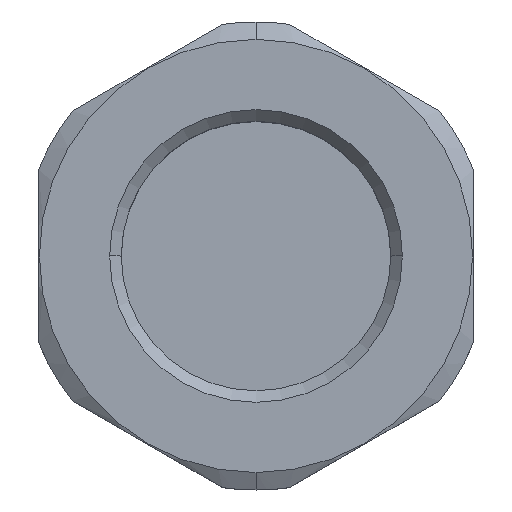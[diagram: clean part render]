
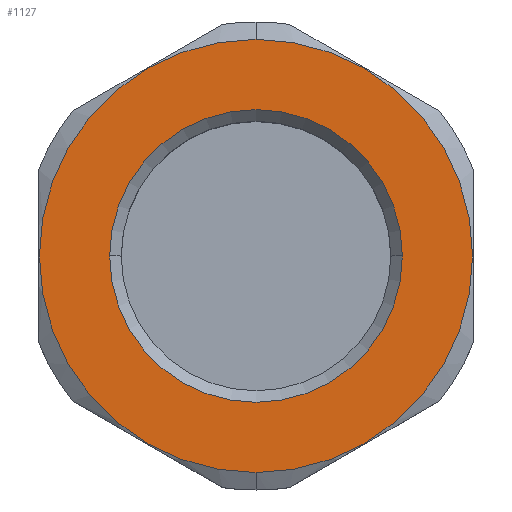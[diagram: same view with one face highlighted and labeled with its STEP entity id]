
A CAD part, top view. The second image highlights one B-rep face of the part: STEP entity #1127.
In plain terms, the highlighted planar face has unit normal (0, 0, 1).
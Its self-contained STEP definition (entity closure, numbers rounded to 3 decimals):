
#22 = CIRCLE ( 'NONE', #1665, 10.1 ) ;
#49 = DIRECTION ( 'NONE',  ( -1., 0., 0. ) ) ;
#142 = VERTEX_POINT ( 'NONE', #2160 ) ;
#172 = AXIS2_PLACEMENT_3D ( 'NONE', #2328, #716, #1928 ) ;
#337 = DIRECTION ( 'NONE',  ( 1., 0., 0. ) ) ;
#406 = AXIS2_PLACEMENT_3D ( 'NONE', #1519, #1152, #2061 ) ;
#448 = EDGE_CURVE ( 'NONE', #142, #1908, #663, .T. ) ;
#459 = CARTESIAN_POINT ( 'NONE',  ( 10.1, 0., 38.7 ) ) ;
#470 = VERTEX_POINT ( 'NONE', #1151 ) ;
#517 = DIRECTION ( 'NONE',  ( 0., 0., 1. ) ) ;
#610 = FACE_BOUND ( 'NONE', #1353, .T. ) ;
#649 = ORIENTED_EDGE ( 'NONE', *, *, #448, .F. ) ;
#663 = CIRCLE ( 'NONE', #172, 10.1 ) ;
#716 = DIRECTION ( 'NONE',  ( 0., 0., 1. ) ) ;
#771 = EDGE_CURVE ( 'NONE', #1908, #142, #22, .T. ) ;
#943 = AXIS2_PLACEMENT_3D ( 'NONE', #959, #1685, #49 ) ;
#959 = CARTESIAN_POINT ( 'NONE',  ( 0., 10.1, 38.7 ) ) ;
#986 = DIRECTION ( 'NONE',  ( 0., 0., -1. ) ) ;
#1006 = PLANE ( 'NONE',  #943 ) ;
#1058 = CIRCLE ( 'NONE', #406, 14.95 ) ;
#1127 = ADVANCED_FACE ( 'Defeature ausgef�hrt1_20', ( #2257, #610 ), #1006, .F. ) ;
#1151 = CARTESIAN_POINT ( 'NONE',  ( 0., -14.95, 38.7 ) ) ;
#1152 = DIRECTION ( 'NONE',  ( 0., 0., -1. ) ) ;
#1280 = AXIS2_PLACEMENT_3D ( 'NONE', #1323, #986, #1740 ) ;
#1323 = CARTESIAN_POINT ( 'NONE',  ( 0., 0., 38.7 ) ) ;
#1331 = EDGE_CURVE ( 'NONE', #470, #2327, #1058, .T. ) ;
#1353 = EDGE_LOOP ( 'NONE', ( #1954, #649 ) ) ;
#1479 = ORIENTED_EDGE ( 'NONE', *, *, #2177, .F. ) ;
#1519 = CARTESIAN_POINT ( 'NONE',  ( 0., 0., 38.7 ) ) ;
#1522 = EDGE_LOOP ( 'NONE', ( #1479, #1755 ) ) ;
#1579 = CARTESIAN_POINT ( 'NONE',  ( 0., 14.95, 38.7 ) ) ;
#1582 = CARTESIAN_POINT ( 'NONE',  ( 0., 0., 38.7 ) ) ;
#1665 = AXIS2_PLACEMENT_3D ( 'NONE', #1582, #517, #337 ) ;
#1685 = DIRECTION ( 'NONE',  ( 0., 0., -1. ) ) ;
#1740 = DIRECTION ( 'NONE',  ( 0., 1., 0. ) ) ;
#1755 = ORIENTED_EDGE ( 'NONE', *, *, #1331, .F. ) ;
#1908 = VERTEX_POINT ( 'NONE', #459 ) ;
#1928 = DIRECTION ( 'NONE',  ( 1., 0., 0. ) ) ;
#1954 = ORIENTED_EDGE ( 'NONE', *, *, #771, .F. ) ;
#2061 = DIRECTION ( 'NONE',  ( 0., 1., 0. ) ) ;
#2160 = CARTESIAN_POINT ( 'NONE',  ( -10.1, 0., 38.7 ) ) ;
#2177 = EDGE_CURVE ( 'NONE', #2327, #470, #2340, .T. ) ;
#2257 = FACE_OUTER_BOUND ( 'NONE', #1522, .T. ) ;
#2327 = VERTEX_POINT ( 'NONE', #1579 ) ;
#2328 = CARTESIAN_POINT ( 'NONE',  ( 0., 0., 38.7 ) ) ;
#2340 = CIRCLE ( 'NONE', #1280, 14.95 ) ;
